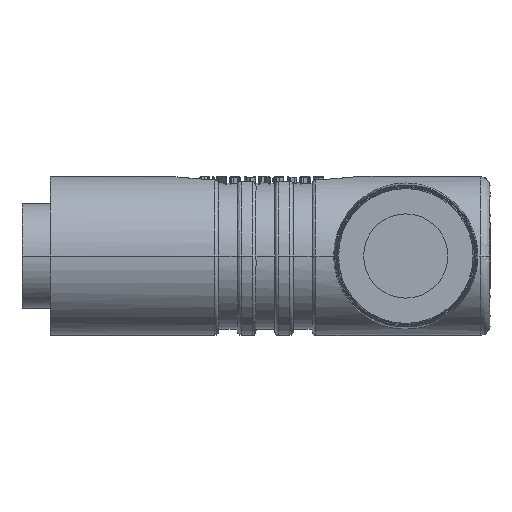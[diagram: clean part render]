
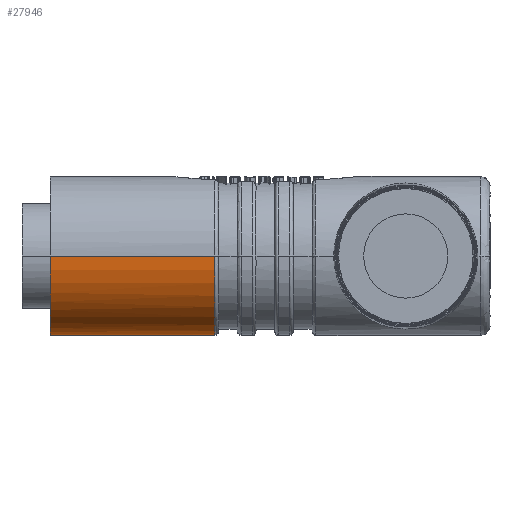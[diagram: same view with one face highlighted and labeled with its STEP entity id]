
A CAD part, front view. The second image highlights one B-rep face of the part: STEP entity #27946.
In plain terms, the highlighted cylindrical face has radius 4.25 mm (diameter 8.5 mm), a partial arc.
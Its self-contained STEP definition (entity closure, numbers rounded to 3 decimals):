
#1191 = CARTESIAN_POINT ( 'NONE',  ( 0., -4.25, -0.556 ) ) ;
#1289 = CARTESIAN_POINT ( 'NONE',  ( 0., 3.399, -2.612 ) ) ;
#1569 = VERTEX_POINT ( 'NONE', #3434 ) ;
#3257 = LINE ( 'NONE', #23736, #25922 ) ;
#3307 = VERTEX_POINT ( 'NONE', #12720 ) ;
#3339 = CARTESIAN_POINT ( 'NONE',  ( -1.5, -4.25, 0. ) ) ;
#3371 = CARTESIAN_POINT ( 'NONE',  ( 0., -4.139, -1.112 ) ) ;
#3434 = CARTESIAN_POINT ( 'NONE',  ( 8.8, 4.25, 0. ) ) ;
#3454 = CARTESIAN_POINT ( 'NONE',  ( 0., 4.139, -1.112 ) ) ;
#5493 = DIRECTION ( 'NONE',  ( -1., 0., 0. ) ) ;
#5529 = CARTESIAN_POINT ( 'NONE',  ( 0., -3.399, -2.612 ) ) ;
#5621 = CARTESIAN_POINT ( 'NONE',  ( 0., 4.25, 0. ) ) ;
#6454 = EDGE_CURVE ( 'NONE', #3307, #7972, #27585, .T. ) ;
#7189 = ORIENTED_EDGE ( 'NONE', *, *, #27461, .F. ) ;
#7686 = CARTESIAN_POINT ( 'NONE',  ( 0., -2.14, -3.714 ) ) ;
#7972 = VERTEX_POINT ( 'NONE', #28286 ) ;
#8203 = AXIS2_PLACEMENT_3D ( 'NONE', #12026, #9765, #24605 ) ;
#8306 = DIRECTION ( 'NONE',  ( 1., 0., 0. ) ) ;
#9702 = VECTOR ( 'NONE', #5493, 1000. ) ;
#9765 = DIRECTION ( 'NONE',  ( -1., 0., 0. ) ) ;
#9937 = CARTESIAN_POINT ( 'NONE',  ( 0., -0.556, -4.25 ) ) ;
#10793 = ORIENTED_EDGE ( 'NONE', *, *, #26557, .T. ) ;
#12026 = CARTESIAN_POINT ( 'NONE',  ( -1.5, 0., 0. ) ) ;
#12211 = ORIENTED_EDGE ( 'NONE', *, *, #6454, .T. ) ;
#12215 = CARTESIAN_POINT ( 'NONE',  ( 0., 1.112, -4.139 ) ) ;
#12720 = CARTESIAN_POINT ( 'NONE',  ( 0., -4.25, 0. ) ) ;
#14337 = CARTESIAN_POINT ( 'NONE',  ( 0., -4.25, 0. ) ) ;
#14424 = CARTESIAN_POINT ( 'NONE',  ( 0., 2.612, -3.399 ) ) ;
#14981 = ORIENTED_EDGE ( 'NONE', *, *, #15741, .F. ) ;
#15741 = EDGE_CURVE ( 'NONE', #25185, #1569, #20826, .T. ) ;
#16103 = AXIS2_PLACEMENT_3D ( 'NONE', #21550, #8306, #23753 ) ;
#16467 = CARTESIAN_POINT ( 'NONE',  ( 8.8, -4.25, 0. ) ) ;
#16567 = CARTESIAN_POINT ( 'NONE',  ( 0., 3.714, -2.14 ) ) ;
#18702 = CARTESIAN_POINT ( 'NONE',  ( 0., -3.714, -2.14 ) ) ;
#18802 = CARTESIAN_POINT ( 'NONE',  ( 0., 4.25, -0.556 ) ) ;
#20826 = CIRCLE ( 'NONE', #16103, 4.25 ) ;
#20916 = CARTESIAN_POINT ( 'NONE',  ( 0., -2.612, -3.399 ) ) ;
#21550 = CARTESIAN_POINT ( 'NONE',  ( 8.8, 0., 0. ) ) ;
#22496 = FACE_OUTER_BOUND ( 'NONE', #25169, .T. ) ;
#23142 = CARTESIAN_POINT ( 'NONE',  ( 0., -1.112, -4.139 ) ) ;
#23736 = CARTESIAN_POINT ( 'NONE',  ( -1.5, 4.25, 0. ) ) ;
#23753 = DIRECTION ( 'NONE',  ( 0., -1., 0. ) ) ;
#24605 = DIRECTION ( 'NONE',  ( 0., -1., 0. ) ) ;
#25169 = EDGE_LOOP ( 'NONE', ( #7189, #14981, #10793, #12211 ) ) ;
#25185 = VERTEX_POINT ( 'NONE', #16467 ) ;
#25350 = CARTESIAN_POINT ( 'NONE',  ( 0., 0.556, -4.25 ) ) ;
#25922 = VECTOR ( 'NONE', #25940, 1000. ) ;
#25940 = DIRECTION ( 'NONE',  ( -1., 0., 0. ) ) ;
#26557 = EDGE_CURVE ( 'NONE', #25185, #3307, #27270, .T. ) ;
#27270 = LINE ( 'NONE', #3339, #9702 ) ;
#27461 = EDGE_CURVE ( 'NONE', #1569, #7972, #3257, .T. ) ;
#27554 = CARTESIAN_POINT ( 'NONE',  ( 0., 2.14, -3.714 ) ) ;
#27585 = B_SPLINE_CURVE_WITH_KNOTS ( 'NONE', 3,
 ( #14337, #1191, #3371, #18702, #5529, #20916, #7686, #23142, #9937, #25350, #12215, #27554, #14424, #1289, #16567, #3454, #18802, #5621 ),
 .UNSPECIFIED., .F., .F.,
 ( 4, 2, 2, 2, 2, 2, 2, 2, 4 ),
 ( 0., 0.125, 0.25, 0.375, 0.5, 0.625, 0.75, 0.875, 1. ),
 .UNSPECIFIED. ) ;
#27631 = CYLINDRICAL_SURFACE ( 'NONE', #8203, 4.25 ) ;
#27946 = ADVANCED_FACE ( 'NONE', ( #22496 ), #27631, .T. ) ;
#28286 = CARTESIAN_POINT ( 'NONE',  ( 0., 4.25, 0. ) ) ;
